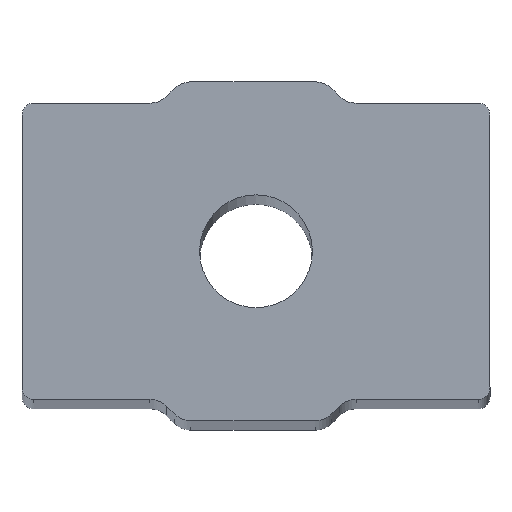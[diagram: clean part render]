
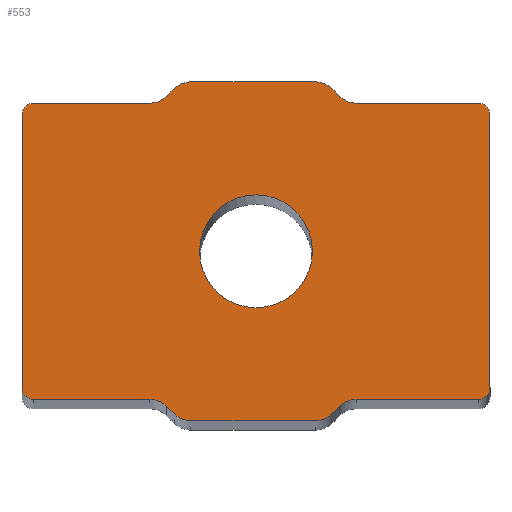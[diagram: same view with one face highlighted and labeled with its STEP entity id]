
A CAD part, top view. The second image highlights one B-rep face of the part: STEP entity #553.
In plain terms, the highlighted planar face has unit normal (0, 0, 1).
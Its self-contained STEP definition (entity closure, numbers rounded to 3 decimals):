
#44=FACE_BOUND('',#113,.T.);
#58=PLANE('',#609);
#85=FACE_OUTER_BOUND('',#112,.T.);
#112=EDGE_LOOP('',(#465,#466,#467,#468,#469,#470,#471,#472,#473,#474,#475,
#476,#477,#478,#479,#480,#481,#482,#483,#484,#485,#486,#487,#488));
#113=EDGE_LOOP('',(#489));
#120=LINE('',#812,#169);
#124=LINE('',#824,#173);
#128=LINE('',#836,#177);
#132=LINE('',#848,#181);
#136=LINE('',#860,#185);
#140=LINE('',#872,#189);
#144=LINE('',#884,#193);
#148=LINE('',#896,#197);
#152=LINE('',#908,#201);
#156=LINE('',#920,#205);
#160=LINE('',#932,#209);
#164=LINE('',#942,#213);
#169=VECTOR('',#640,1.);
#173=VECTOR('',#652,1.);
#177=VECTOR('',#664,1.);
#181=VECTOR('',#676,1.);
#185=VECTOR('',#688,1.);
#189=VECTOR('',#700,1.);
#193=VECTOR('',#712,1.);
#197=VECTOR('',#724,1.);
#201=VECTOR('',#736,1.);
#205=VECTOR('',#748,1.);
#209=VECTOR('',#760,1.);
#213=VECTOR('',#772,1.);
#214=CIRCLE('',#559,4.763);
#217=CIRCLE('',#563,1.);
#219=CIRCLE('',#567,1.);
#221=CIRCLE('',#571,2.);
#223=CIRCLE('',#575,2.);
#225=CIRCLE('',#579,2.);
#227=CIRCLE('',#583,2.);
#229=CIRCLE('',#587,1.);
#231=CIRCLE('',#591,1.);
#233=CIRCLE('',#595,2.);
#235=CIRCLE('',#599,2.);
#237=CIRCLE('',#603,2.);
#239=CIRCLE('',#607,2.);
#240=VERTEX_POINT('',#794);
#244=VERTEX_POINT('',#803);
#245=VERTEX_POINT('',#805);
#247=VERTEX_POINT('',#811);
#249=VERTEX_POINT('',#817);
#251=VERTEX_POINT('',#823);
#253=VERTEX_POINT('',#829);
#255=VERTEX_POINT('',#835);
#257=VERTEX_POINT('',#841);
#259=VERTEX_POINT('',#847);
#261=VERTEX_POINT('',#853);
#263=VERTEX_POINT('',#859);
#265=VERTEX_POINT('',#865);
#267=VERTEX_POINT('',#871);
#269=VERTEX_POINT('',#877);
#271=VERTEX_POINT('',#883);
#273=VERTEX_POINT('',#889);
#275=VERTEX_POINT('',#895);
#277=VERTEX_POINT('',#901);
#279=VERTEX_POINT('',#907);
#281=VERTEX_POINT('',#913);
#283=VERTEX_POINT('',#919);
#285=VERTEX_POINT('',#925);
#287=VERTEX_POINT('',#931);
#289=VERTEX_POINT('',#937);
#290=EDGE_CURVE('',#240,#240,#214,.T.);
#295=EDGE_CURVE('',#245,#244,#217,.T.);
#298=EDGE_CURVE('',#247,#245,#120,.T.);
#301=EDGE_CURVE('',#249,#247,#219,.T.);
#304=EDGE_CURVE('',#251,#249,#124,.T.);
#307=EDGE_CURVE('',#253,#251,#221,.T.);
#310=EDGE_CURVE('',#255,#253,#128,.T.);
#313=EDGE_CURVE('',#257,#255,#223,.T.);
#316=EDGE_CURVE('',#259,#257,#132,.T.);
#319=EDGE_CURVE('',#261,#259,#225,.T.);
#322=EDGE_CURVE('',#263,#261,#136,.T.);
#325=EDGE_CURVE('',#265,#263,#227,.T.);
#328=EDGE_CURVE('',#267,#265,#140,.T.);
#331=EDGE_CURVE('',#269,#267,#229,.T.);
#334=EDGE_CURVE('',#271,#269,#144,.T.);
#337=EDGE_CURVE('',#273,#271,#231,.T.);
#340=EDGE_CURVE('',#275,#273,#148,.T.);
#343=EDGE_CURVE('',#277,#275,#233,.T.);
#346=EDGE_CURVE('',#279,#277,#152,.T.);
#349=EDGE_CURVE('',#281,#279,#235,.T.);
#352=EDGE_CURVE('',#283,#281,#156,.T.);
#355=EDGE_CURVE('',#285,#283,#237,.T.);
#358=EDGE_CURVE('',#287,#285,#160,.T.);
#361=EDGE_CURVE('',#289,#287,#239,.T.);
#364=EDGE_CURVE('',#244,#289,#164,.T.);
#465=ORIENTED_EDGE('',*,*,#364,.T.);
#466=ORIENTED_EDGE('',*,*,#361,.T.);
#467=ORIENTED_EDGE('',*,*,#358,.T.);
#468=ORIENTED_EDGE('',*,*,#355,.T.);
#469=ORIENTED_EDGE('',*,*,#352,.T.);
#470=ORIENTED_EDGE('',*,*,#349,.T.);
#471=ORIENTED_EDGE('',*,*,#346,.T.);
#472=ORIENTED_EDGE('',*,*,#343,.T.);
#473=ORIENTED_EDGE('',*,*,#340,.T.);
#474=ORIENTED_EDGE('',*,*,#337,.T.);
#475=ORIENTED_EDGE('',*,*,#334,.T.);
#476=ORIENTED_EDGE('',*,*,#331,.T.);
#477=ORIENTED_EDGE('',*,*,#328,.T.);
#478=ORIENTED_EDGE('',*,*,#325,.T.);
#479=ORIENTED_EDGE('',*,*,#322,.T.);
#480=ORIENTED_EDGE('',*,*,#319,.T.);
#481=ORIENTED_EDGE('',*,*,#316,.T.);
#482=ORIENTED_EDGE('',*,*,#313,.T.);
#483=ORIENTED_EDGE('',*,*,#310,.T.);
#484=ORIENTED_EDGE('',*,*,#307,.T.);
#485=ORIENTED_EDGE('',*,*,#304,.T.);
#486=ORIENTED_EDGE('',*,*,#301,.T.);
#487=ORIENTED_EDGE('',*,*,#298,.T.);
#488=ORIENTED_EDGE('',*,*,#295,.T.);
#489=ORIENTED_EDGE('',*,*,#290,.T.);
#553=ADVANCED_FACE('',(#85,#44),#58,.T.);
#559=AXIS2_PLACEMENT_3D('',#795,#624,#625);
#563=AXIS2_PLACEMENT_3D('',#806,#634,#635);
#567=AXIS2_PLACEMENT_3D('',#818,#646,#647);
#571=AXIS2_PLACEMENT_3D('',#830,#658,#659);
#575=AXIS2_PLACEMENT_3D('',#842,#670,#671);
#579=AXIS2_PLACEMENT_3D('',#854,#682,#683);
#583=AXIS2_PLACEMENT_3D('',#866,#694,#695);
#587=AXIS2_PLACEMENT_3D('',#878,#706,#707);
#591=AXIS2_PLACEMENT_3D('',#890,#718,#719);
#595=AXIS2_PLACEMENT_3D('',#902,#730,#731);
#599=AXIS2_PLACEMENT_3D('',#914,#742,#743);
#603=AXIS2_PLACEMENT_3D('',#926,#754,#755);
#607=AXIS2_PLACEMENT_3D('',#938,#766,#767);
#609=AXIS2_PLACEMENT_3D('',#943,#773,#774);
#624=DIRECTION('center_axis',(0.,0.,-1.));
#625=DIRECTION('ref_axis',(-1.,0.,0.));
#634=DIRECTION('center_axis',(0.,0.,1.));
#635=DIRECTION('ref_axis',(1.,0.,0.));
#640=DIRECTION('',(0.,1.,0.));
#646=DIRECTION('center_axis',(0.,0.,1.));
#647=DIRECTION('ref_axis',(0.,-1.,0.));
#652=DIRECTION('',(1.,0.,0.));
#658=DIRECTION('center_axis',(0.,0.,-1.));
#659=DIRECTION('ref_axis',(-0.707,0.707,0.));
#664=DIRECTION('',(0.707,0.707,0.));
#670=DIRECTION('center_axis',(0.,0.,1.));
#671=DIRECTION('ref_axis',(0.,-1.,0.));
#676=DIRECTION('',(1.,0.,0.));
#682=DIRECTION('center_axis',(0.,0.,1.));
#683=DIRECTION('ref_axis',(-0.707,-0.707,0.));
#688=DIRECTION('',(0.707,-0.707,0.));
#694=DIRECTION('center_axis',(0.,0.,-1.));
#695=DIRECTION('ref_axis',(0.,1.,0.));
#700=DIRECTION('',(1.,0.,0.));
#706=DIRECTION('center_axis',(0.,0.,1.));
#707=DIRECTION('ref_axis',(-1.,0.,0.));
#712=DIRECTION('',(0.,-1.,0.));
#718=DIRECTION('center_axis',(0.,0.,1.));
#719=DIRECTION('ref_axis',(0.,1.,0.));
#724=DIRECTION('',(-1.,0.,0.));
#730=DIRECTION('center_axis',(0.,0.,-1.));
#731=DIRECTION('ref_axis',(0.707,-0.707,0.));
#736=DIRECTION('',(-0.707,-0.707,0.));
#742=DIRECTION('center_axis',(0.,0.,1.));
#743=DIRECTION('ref_axis',(0.,1.,0.));
#748=DIRECTION('',(-1.,0.,0.));
#754=DIRECTION('center_axis',(0.,0.,1.));
#755=DIRECTION('ref_axis',(0.707,0.707,0.));
#760=DIRECTION('',(-0.707,0.707,0.));
#766=DIRECTION('center_axis',(0.,0.,-1.));
#767=DIRECTION('ref_axis',(0.,-1.,0.));
#772=DIRECTION('',(-1.,0.,0.));
#773=DIRECTION('center_axis',(0.,0.,1.));
#774=DIRECTION('ref_axis',(1.,0.,0.));
#794=CARTESIAN_POINT('',(4.762,0.,457.2));
#795=CARTESIAN_POINT('Origin',(0.,0.,457.2));
#803=CARTESIAN_POINT('',(18.75,12.5,457.2));
#805=CARTESIAN_POINT('',(19.75,11.5,457.2));
#806=CARTESIAN_POINT('Origin',(18.75,11.5,457.2));
#811=CARTESIAN_POINT('',(19.75,-11.5,457.2));
#812=CARTESIAN_POINT('',(19.75,-11.5,457.2));
#817=CARTESIAN_POINT('',(18.75,-12.5,457.2));
#818=CARTESIAN_POINT('Origin',(18.75,-11.5,457.2));
#823=CARTESIAN_POINT('',(8.45,-12.5,457.2));
#824=CARTESIAN_POINT('',(8.45,-12.5,457.2));
#829=CARTESIAN_POINT('',(7.036,-13.086,457.2));
#830=CARTESIAN_POINT('Origin',(8.45,-14.5,457.2));
#835=CARTESIAN_POINT('',(6.407,-13.714,457.2));
#836=CARTESIAN_POINT('',(6.407,-13.714,457.2));
#841=CARTESIAN_POINT('',(4.993,-14.3,457.2));
#842=CARTESIAN_POINT('Origin',(4.993,-12.3,457.2));
#847=CARTESIAN_POINT('',(-5.493,-14.3,457.2));
#848=CARTESIAN_POINT('',(-5.493,-14.3,457.2));
#853=CARTESIAN_POINT('',(-6.907,-13.714,457.2));
#854=CARTESIAN_POINT('Origin',(-5.493,-12.3,457.2));
#859=CARTESIAN_POINT('',(-7.536,-13.086,457.2));
#860=CARTESIAN_POINT('',(-7.536,-13.086,457.2));
#865=CARTESIAN_POINT('',(-8.95,-12.5,457.2));
#866=CARTESIAN_POINT('Origin',(-8.95,-14.5,457.2));
#871=CARTESIAN_POINT('',(-18.75,-12.5,457.2));
#872=CARTESIAN_POINT('',(-18.75,-12.5,457.2));
#877=CARTESIAN_POINT('',(-19.75,-11.5,457.2));
#878=CARTESIAN_POINT('Origin',(-18.75,-11.5,457.2));
#883=CARTESIAN_POINT('',(-19.75,11.5,457.2));
#884=CARTESIAN_POINT('',(-19.75,11.5,457.2));
#889=CARTESIAN_POINT('',(-18.75,12.5,457.2));
#890=CARTESIAN_POINT('Origin',(-18.75,11.5,457.2));
#895=CARTESIAN_POINT('',(-8.95,12.5,457.2));
#896=CARTESIAN_POINT('',(-8.95,12.5,457.2));
#901=CARTESIAN_POINT('',(-7.536,13.086,457.2));
#902=CARTESIAN_POINT('Origin',(-8.95,14.5,457.2));
#907=CARTESIAN_POINT('',(-6.907,13.714,457.2));
#908=CARTESIAN_POINT('',(-6.907,13.714,457.2));
#913=CARTESIAN_POINT('',(-5.493,14.3,457.2));
#914=CARTESIAN_POINT('Origin',(-5.493,12.3,457.2));
#919=CARTESIAN_POINT('',(4.993,14.3,457.2));
#920=CARTESIAN_POINT('',(4.993,14.3,457.2));
#925=CARTESIAN_POINT('',(6.407,13.714,457.2));
#926=CARTESIAN_POINT('Origin',(4.993,12.3,457.2));
#931=CARTESIAN_POINT('',(7.036,13.086,457.2));
#932=CARTESIAN_POINT('',(7.036,13.086,457.2));
#937=CARTESIAN_POINT('',(8.45,12.5,457.2));
#938=CARTESIAN_POINT('Origin',(8.45,14.5,457.2));
#942=CARTESIAN_POINT('',(18.75,12.5,457.2));
#943=CARTESIAN_POINT('Origin',(-0.004,0.,
457.2));
